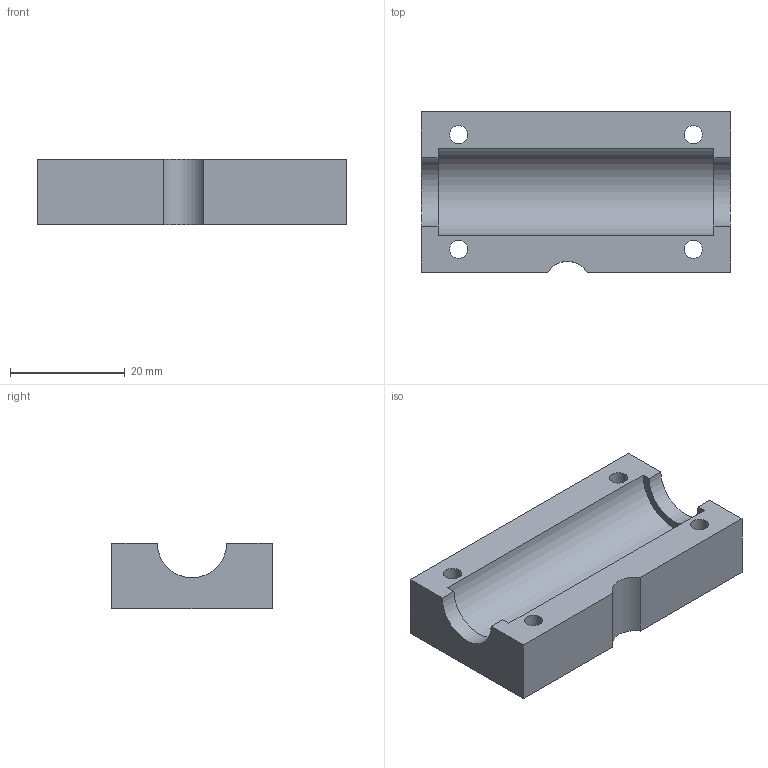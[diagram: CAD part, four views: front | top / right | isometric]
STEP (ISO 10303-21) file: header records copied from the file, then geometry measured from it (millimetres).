
FILE_DESCRIPTION(/* description */ (''),/* implementation_level */ '2;1');
FILE_NAME(/* name */ 'Y_Idle_Plate.step',/* time_stamp */ '2019-09-02T08:21:13-04:00',/* author */ (''),/* organization */ (''),/* preprocessor_version */ 'ST-DEVELOPER v18',/* originating_system */ 'Autodesk Translation Framework v8.6.0.1094',/* authorisation */ '');
FILE_SCHEMA (('AUTOMOTIVE_DESIGN { 1 0 10303 214 3 1 1 }'));
Length unit declared in the file: millimetre
Products named in the file (1): Y_Idle_Plate
Bounding box: 54 x 28 x 11.5 mm (x, y, z)
Volume: 11912.9 mm3; surface area: 5865 mm2
Topology: 1 solids, 1 shells, 72 faces, 187 edges, 118 vertices
Faces by surface type: plane 59, cylinder 13
Full cylindrical faces by diameter (mm): 3 x1, 3.2 x4, 6.1 x4
Entity records: 2241 total; most frequent: DIRECTION 387, CARTESIAN_POINT 378, ORIENTED_EDGE 374, EDGE_CURVE 187, LINE 133, VECTOR 133, AXIS2_PLACEMENT_3D 127, VERTEX_POINT 118
